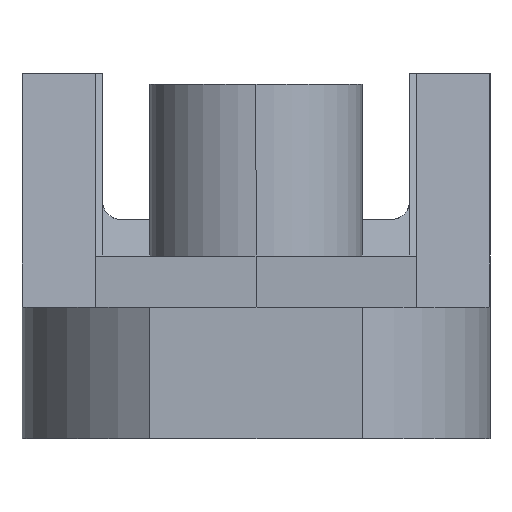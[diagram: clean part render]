
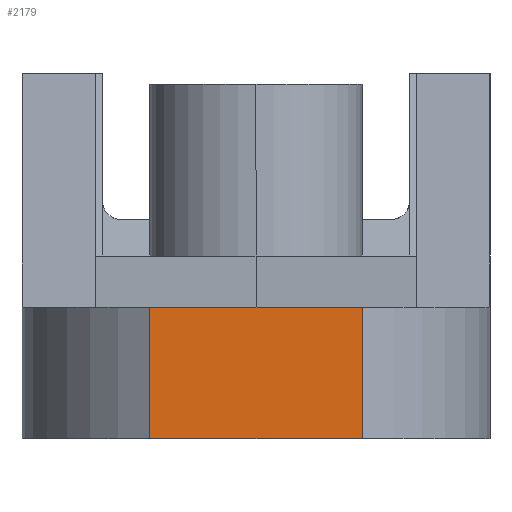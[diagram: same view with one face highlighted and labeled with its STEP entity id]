
A CAD part, left-side view. The second image highlights one B-rep face of the part: STEP entity #2179.
In plain terms, the highlighted planar face has unit normal (-1, 0, 0).
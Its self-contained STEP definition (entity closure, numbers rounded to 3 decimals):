
#1838=CARTESIAN_POINT('POINT130',(-5.7,2.91,
   3.6));
#1839=VERTEX_POINT('VERTEX130',#1838);
#1847=CARTESIAN_POINT('POINT131',(-5.7,-2.91,
   3.6));
#1848=VERTEX_POINT('VERTEX131',#1847);
#1849=CARTESIAN_POINT('POS199',(-5.7,0.,3.6));
#1850=DIRECTION('DIR285',(0.,-1.,0.));
#1851=VECTOR('VEC113',#1850,1.);
#1852=LINE('STRAIGHT113',#1849,#1851);
#1853=EDGE_CURVE('EDGE192',#1839,#1848,#1852,.T.);
#2131=CARTESIAN_POINT('POINT150',(-5.7,2.91,
   0.));
#2132=VERTEX_POINT('VERTEX150',#2131);
#2133=CARTESIAN_POINT('POS228',(-5.7,2.91,0.
   ));
#2134=DIRECTION('DIR323',(0.,0.,1.));
#2135=VECTOR('VEC133',#2134,1.);
#2136=LINE('STRAIGHT133',#2133,#2135);
#2137=EDGE_CURVE('EDGE222',#2132,#1839,#2136,.T.);
#2156=ORIENTED_EDGE('COEDGE383',*,*,#1853,.F.);
#2157=ORIENTED_EDGE('COEDGE384',*,*,#2137,.F.);
#2158=CARTESIAN_POINT('POINT151',(-5.7,-2.91,
   0.));
#2159=VERTEX_POINT('VERTEX151',#2158);
#2160=CARTESIAN_POINT('POS231',(-5.7,-0.312,
   0.));
#2161=DIRECTION('DIR328',(0.,1.,0.));
#2162=VECTOR('VEC134',#2161,1.);
#2163=LINE('STRAIGHT134',#2160,#2162);
#2164=EDGE_CURVE('EDGE224',#2159,#2132,#2163,.T.);
#2165=ORIENTED_EDGE('COEDGE385',*,*,#2164,.F.);
#2166=CARTESIAN_POINT('POS232',(-5.7,-2.91,
   0.));
#2167=DIRECTION('DIR329',(0.,0.,-1.));
#2168=VECTOR('VEC135',#2167,1.);
#2169=LINE('STRAIGHT135',#2166,#2168);
#2170=EDGE_CURVE('EDGE225',#1848,#2159,#2169,.T.);
#2171=ORIENTED_EDGE('COEDGE386',*,*,#2170,.F.);
#2172=EDGE_LOOP('NONE',(#2156,#2157,#2165,#2171));
#2173=FACE_BOUND('LOOP1',#2172,.T.);
#2174=CARTESIAN_POINT('POS233',(-5.7,0.,0.));
#2175=DIRECTION('DIR330',(-1.,0.,0.));
#2176=DIRECTION('DIR331',(0.,1.,0.));
#2177=AXIS2_PLACEMENT_3D('AXIS98',#2174,#2175,#2176);
#2178=PLANE('PLANE33',#2177);
#2179=ADVANCED_FACE('FACE76',(#2173),#2178,.T.);
